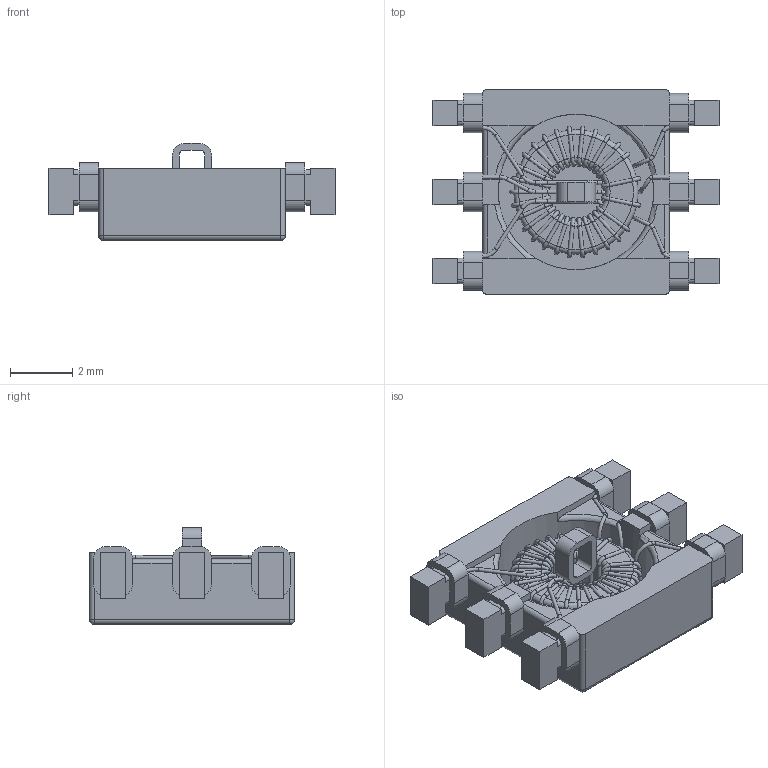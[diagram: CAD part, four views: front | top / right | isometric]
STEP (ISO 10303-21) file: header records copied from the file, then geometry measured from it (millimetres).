
FILE_DESCRIPTION( ( 'Unknown' ), '1' );
FILE_NAME( '744253xxx.stp', 'Unknown', ( 'Unknown' ), ( 'Unknown' ), 'XStep 1.0', 'Unknown', ' ' );
FILE_SCHEMA( ( 'automotive_design' ) );
Length unit declared in the file: millimetre
Products named in the file (6): Assem1; Gehäuse; Pin
Bounding box: 9.2 x 6.6 x 3.12 mm (x, y, z)
Volume: 154.3 mm3; surface area: 675.9 mm2
Topology: 15 solids, 15 shells, 1106 faces, 2606 edges, 1550 vertices
Faces by surface type: plane 392, cylinder 388, torus 168, bspline 118, extrusion 32, sphere 8
Full cylindrical faces by diameter (mm): 0.12 x254, 1.9 x2, 4 x2, 5 x2
Entity records: 24433 total; most frequent: CARTESIAN_POINT 10323, DIRECTION 2000, ORIENTED_EDGE 1816, EDGE_CURVE 908, AXIS2_PLACEMENT_3D 817, EDGE_LOOP 798, FACE_OUTER_BOUND 778, VERTEX_POINT 694
